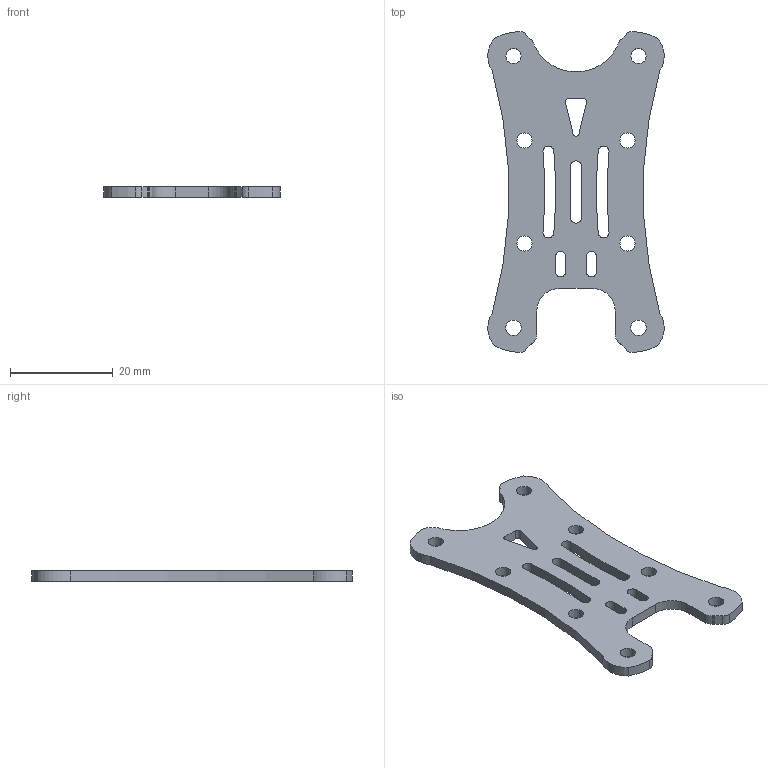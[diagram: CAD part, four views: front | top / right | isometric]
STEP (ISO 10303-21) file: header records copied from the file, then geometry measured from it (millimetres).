
FILE_DESCRIPTION(/* description */ (''),/* implementation_level */ '2;1');
FILE_NAME(/* name */ 'Typhon Top Plate v8 Long v1.step',/* time_stamp */ '2023-04-16T12:29:12-04:00',/* author */ (''),/* organization */ (''),/* preprocessor_version */ 'ST-DEVELOPER v19.2',/* originating_system */ 'Autodesk Translation Framework v11.17.0.187',/* authorisation */ '');
FILE_SCHEMA (('AUTOMOTIVE_DESIGN { 1 0 10303 214 3 1 1 }'));
Length unit declared in the file: millimetre
Products named in the file (1): Typhon Top Plate v8 Long
Bounding box: 34.25 x 62.32 x 2 mm (x, y, z)
Volume: 2674.7 mm3; surface area: 3538.3 mm2
Topology: 1 solids, 1 shells, 78 faces, 228 edges, 152 vertices
Faces by surface type: cylinder 64, plane 14
Full cylindrical faces by diameter (mm): 2.95 x6, 3 x2
Entity records: 2756 total; most frequent: DIRECTION 514, CARTESIAN_POINT 459, ORIENTED_EDGE 456, EDGE_CURVE 228, AXIS2_PLACEMENT_3D 207, VERTEX_POINT 152, CIRCLE 128, EDGE_LOOP 106
